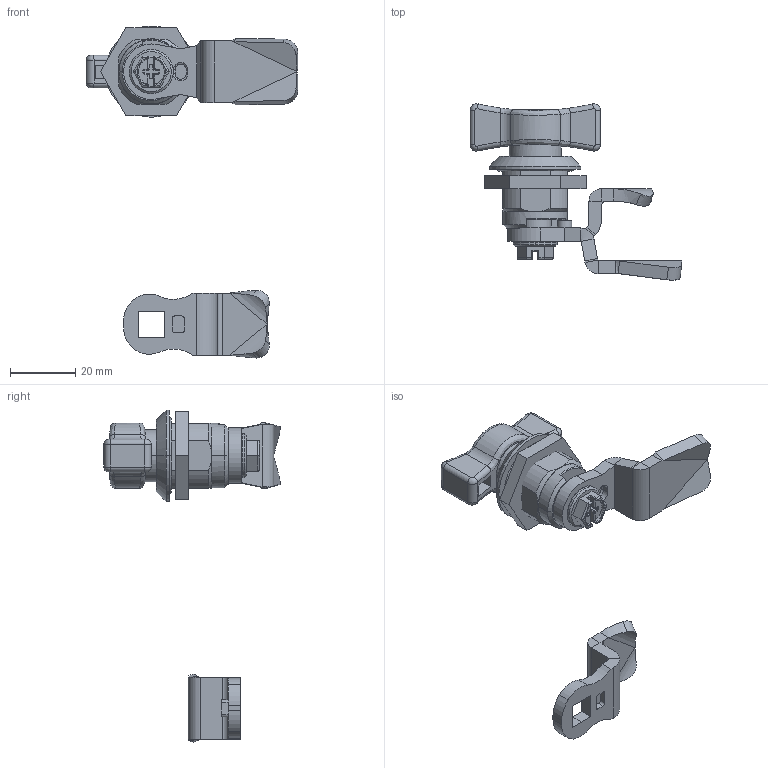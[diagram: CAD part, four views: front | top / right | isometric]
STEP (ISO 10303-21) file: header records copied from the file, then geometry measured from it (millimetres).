
FILE_DESCRIPTION (( 'STEP AP214' ), '1' );
FILE_NAME ('SCE-DLWKC.STEP', '2022-07-21T15:57:42', ( '' ), ( '' ), 'SwSTEP 2.0', 'SolidWorks 2021', '' );
FILE_SCHEMA (( 'AUTOMOTIVE_DESIGN' ));
Length unit declared in the file: inch
Products named in the file (1): SCE-DLWKC
Bounding box: 64.99 x 54.07 x 101.84 mm (x, y, z)
Volume: 23202.2 mm3; surface area: 15976.6 mm2
Topology: 9 solids, 9 shells, 387 faces, 923 edges, 563 vertices
Faces by surface type: plane 160, cylinder 134, torus 36, bspline 35, cone 18, sphere 4
Full cylindrical faces by diameter (mm): 20.215 x1
Entity records: 26312 total; most frequent: CARTESIAN_POINT 17440, ORIENTED_EDGE 1832, DIRECTION 1776, EDGE_CURVE 916, AXIS2_PLACEMENT_3D 651, VERTEX_POINT 563, LINE 474, VECTOR 474
